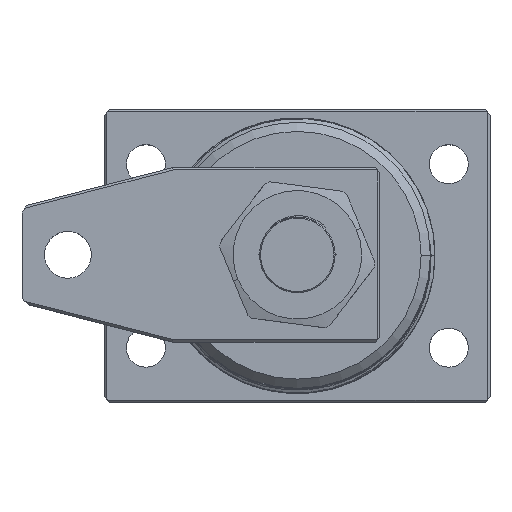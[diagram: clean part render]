
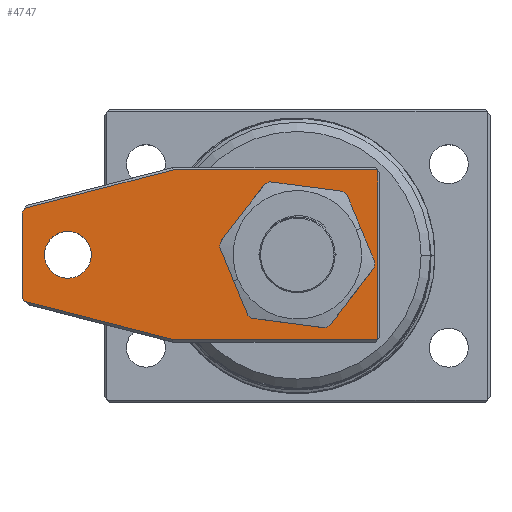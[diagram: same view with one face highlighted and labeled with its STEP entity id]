
A CAD part, top view. The second image highlights one B-rep face of the part: STEP entity #4747.
In plain terms, the highlighted planar face has unit normal (0, 0, 1).
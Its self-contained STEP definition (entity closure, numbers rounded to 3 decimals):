
#7 = VERTEX_POINT ( 'NONE', #743 ) ;
#108 = CARTESIAN_POINT ( 'NONE',  ( 6.981, 0., 19. ) ) ;
#227 = DIRECTION ( 'NONE',  ( 0., 0., 1. ) ) ;
#288 = VERTEX_POINT ( 'NONE', #5472 ) ;
#570 = CARTESIAN_POINT ( 'NONE',  ( 19.481, 0., 19. ) ) ;
#626 = EDGE_CURVE ( 'NONE', #3257, #288, #3526, .T. ) ;
#660 = CIRCLE ( 'NONE', #5998, 12.5 ) ;
#743 = CARTESIAN_POINT ( 'NONE',  ( 24.481, 18.5, 19. ) ) ;
#788 = CARTESIAN_POINT ( 'NONE',  ( -52.366, -10.152, 19. ) ) ;
#938 = VECTOR ( 'NONE', #11069, 1000. ) ;
#1021 = EDGE_CURVE ( 'NONE', #8728, #7800, #6515, .T. ) ;
#1066 = DIRECTION ( 'NONE',  ( 1., 0., 0. ) ) ;
#1124 = DIRECTION ( 'NONE',  ( -0.968, -0.25, 0. ) ) ;
#1221 = CARTESIAN_POINT ( 'NONE',  ( -53.019, -9.5, 19. ) ) ;
#1235 = LINE ( 'NONE', #4432, #938 ) ;
#1267 = EDGE_CURVE ( 'NONE', #288, #3257, #2459, .T. ) ;
#1297 = VECTOR ( 'NONE', #7939, 1000. ) ;
#1332 = EDGE_CURVE ( 'NONE', #11944, #7246, #4707, .T. ) ;
#1648 = EDGE_LOOP ( 'NONE', ( #7033, #4368, #7190, #11621, #4362, #4048, #3144, #2364 ) ) ;
#2226 = LINE ( 'NONE', #11491, #12062 ) ;
#2364 = ORIENTED_EDGE ( 'NONE', *, *, #12123, .T. ) ;
#2459 = CIRCLE ( 'NONE', #10912, 5.1 ) ;
#2658 = CARTESIAN_POINT ( 'NONE',  ( -53.019, 9.107, 19. ) ) ;
#2900 = CARTESIAN_POINT ( 'NONE',  ( -43.019, 0., 19. ) ) ;
#3144 = ORIENTED_EDGE ( 'NONE', *, *, #4301, .T. ) ;
#3149 = VERTEX_POINT ( 'NONE', #1221 ) ;
#3179 = DIRECTION ( 'NONE',  ( 0., 0., 1. ) ) ;
#3257 = VERTEX_POINT ( 'NONE', #8994 ) ;
#3405 = DIRECTION ( 'NONE',  ( 0., 0., 1. ) ) ;
#3505 = CARTESIAN_POINT ( 'NONE',  ( -20.088, -18.5, 19. ) ) ;
#3526 = CIRCLE ( 'NONE', #12028, 5.1 ) ;
#3857 = CARTESIAN_POINT ( 'NONE',  ( -43.344, 25.531, 19. ) ) ;
#3877 = DIRECTION ( 'NONE',  ( 1., 0., 0. ) ) ;
#3965 = EDGE_LOOP ( 'NONE', ( #5266, #6759 ) ) ;
#4048 = ORIENTED_EDGE ( 'NONE', *, *, #1332, .T. ) ;
#4110 = LINE ( 'NONE', #5057, #1297 ) ;
#4258 = VECTOR ( 'NONE', #1124, 1000. ) ;
#4301 = EDGE_CURVE ( 'NONE', #7246, #5516, #7422, .T. ) ;
#4362 = ORIENTED_EDGE ( 'NONE', *, *, #6200, .T. ) ;
#4368 = ORIENTED_EDGE ( 'NONE', *, *, #1021, .T. ) ;
#4432 = CARTESIAN_POINT ( 'NONE',  ( -20.152, 18.5, 19. ) ) ;
#4436 = VERTEX_POINT ( 'NONE', #2658 ) ;
#4475 = VERTEX_POINT ( 'NONE', #6512 ) ;
#4698 = DIRECTION ( 'NONE',  ( 0.707, -0.707, 0. ) ) ;
#4707 = LINE ( 'NONE', #12257, #10063 ) ;
#4747 = ADVANCED_FACE ( 'NONE', ( #7555, #5004, #10073 ), #5936, .T. ) ;
#4853 = EDGE_CURVE ( 'NONE', #5040, #4475, #6948, .T. ) ;
#4867 = EDGE_CURVE ( 'NONE', #4436, #3149, #4110, .T. ) ;
#4875 = VECTOR ( 'NONE', #11104, 1000. ) ;
#4960 = ORIENTED_EDGE ( 'NONE', *, *, #7951, .F. ) ;
#5004 = FACE_BOUND ( 'NONE', #3965, .T. ) ;
#5040 = VERTEX_POINT ( 'NONE', #570 ) ;
#5057 = CARTESIAN_POINT ( 'NONE',  ( -53.019, 10.5, 19. ) ) ;
#5266 = ORIENTED_EDGE ( 'NONE', *, *, #1267, .F. ) ;
#5422 = CARTESIAN_POINT ( 'NONE',  ( 23.981, -18.5, 19. ) ) ;
#5472 = CARTESIAN_POINT ( 'NONE',  ( -37.919, 0., 19. ) ) ;
#5516 = VERTEX_POINT ( 'NONE', #7598 ) ;
#5820 = DIRECTION ( 'NONE',  ( 0., 1., 0. ) ) ;
#5936 = PLANE ( 'NONE',  #6489 ) ;
#5998 = AXIS2_PLACEMENT_3D ( 'NONE', #108, #6779, #1066 ) ;
#6200 = EDGE_CURVE ( 'NONE', #3149, #11944, #7227, .T. ) ;
#6320 = ORIENTED_EDGE ( 'NONE', *, *, #4853, .F. ) ;
#6489 = AXIS2_PLACEMENT_3D ( 'NONE', #11576, #227, #6900 ) ;
#6512 = CARTESIAN_POINT ( 'NONE',  ( -5.519, 0., 19. ) ) ;
#6515 = LINE ( 'NONE', #6831, #4258 ) ;
#6620 = CARTESIAN_POINT ( 'NONE',  ( -31.259, -31.259, 19. ) ) ;
#6759 = ORIENTED_EDGE ( 'NONE', *, *, #626, .F. ) ;
#6779 = DIRECTION ( 'NONE',  ( 0., 0., 1. ) ) ;
#6831 = CARTESIAN_POINT ( 'NONE',  ( -51.925, 10.266, 19. ) ) ;
#6883 = CARTESIAN_POINT ( 'NONE',  ( -20.088, 18.5, 19. ) ) ;
#6900 = DIRECTION ( 'NONE',  ( 1., 0., 0. ) ) ;
#6948 = CIRCLE ( 'NONE', #8392, 12.5 ) ;
#7033 = ORIENTED_EDGE ( 'NONE', *, *, #8763, .T. ) ;
#7190 = ORIENTED_EDGE ( 'NONE', *, *, #9765, .T. ) ;
#7227 = LINE ( 'NONE', #6620, #7534 ) ;
#7246 = VERTEX_POINT ( 'NONE', #3505 ) ;
#7422 = LINE ( 'NONE', #5422, #4875 ) ;
#7534 = VECTOR ( 'NONE', #4698, 1000. ) ;
#7555 = FACE_BOUND ( 'NONE', #10483, .T. ) ;
#7598 = CARTESIAN_POINT ( 'NONE',  ( 24.481, -18.5, 19. ) ) ;
#7800 = VERTEX_POINT ( 'NONE', #11291 ) ;
#7939 = DIRECTION ( 'NONE',  ( 0., -1., 0. ) ) ;
#7951 = EDGE_CURVE ( 'NONE', #4475, #5040, #660, .T. ) ;
#8392 = AXIS2_PLACEMENT_3D ( 'NONE', #8897, #3179, #9833 ) ;
#8489 = DIRECTION ( 'NONE',  ( 0.968, -0.25, 0. ) ) ;
#8653 = LINE ( 'NONE', #3857, #11172 ) ;
#8728 = VERTEX_POINT ( 'NONE', #6883 ) ;
#8763 = EDGE_CURVE ( 'NONE', #7, #8728, #1235, .T. ) ;
#8897 = CARTESIAN_POINT ( 'NONE',  ( 6.981, 0., 19. ) ) ;
#8994 = CARTESIAN_POINT ( 'NONE',  ( -48.119, 0., 19. ) ) ;
#9105 = CARTESIAN_POINT ( 'NONE',  ( -43.019, 0., 19. ) ) ;
#9543 = DIRECTION ( 'NONE',  ( -0.508, -0.862, 0. ) ) ;
#9563 = DIRECTION ( 'NONE',  ( 0., 0., 1. ) ) ;
#9765 = EDGE_CURVE ( 'NONE', #7800, #4436, #8653, .T. ) ;
#9833 = DIRECTION ( 'NONE',  ( 1., 0., 0. ) ) ;
#10057 = DIRECTION ( 'NONE',  ( 1., 0., 0. ) ) ;
#10063 = VECTOR ( 'NONE', #8489, 1000. ) ;
#10073 = FACE_OUTER_BOUND ( 'NONE', #1648, .T. ) ;
#10483 = EDGE_LOOP ( 'NONE', ( #6320, #4960 ) ) ;
#10912 = AXIS2_PLACEMENT_3D ( 'NONE', #9105, #3405, #10057 ) ;
#11069 = DIRECTION ( 'NONE',  ( -1., 0., 0. ) ) ;
#11104 = DIRECTION ( 'NONE',  ( 1., 0., 0. ) ) ;
#11172 = VECTOR ( 'NONE', #9543, 1000. ) ;
#11291 = CARTESIAN_POINT ( 'NONE',  ( -52.409, 10.141, 19. ) ) ;
#11491 = CARTESIAN_POINT ( 'NONE',  ( 24.481, 18., 19. ) ) ;
#11576 = CARTESIAN_POINT ( 'NONE',  ( 0., 0., 19. ) ) ;
#11621 = ORIENTED_EDGE ( 'NONE', *, *, #4867, .T. ) ;
#11944 = VERTEX_POINT ( 'NONE', #788 ) ;
#12028 = AXIS2_PLACEMENT_3D ( 'NONE', #2900, #9563, #3877 ) ;
#12062 = VECTOR ( 'NONE', #5820, 1000. ) ;
#12123 = EDGE_CURVE ( 'NONE', #5516, #7, #2226, .T. ) ;
#12257 = CARTESIAN_POINT ( 'NONE',  ( -20.026, -18.516, 19. ) ) ;
